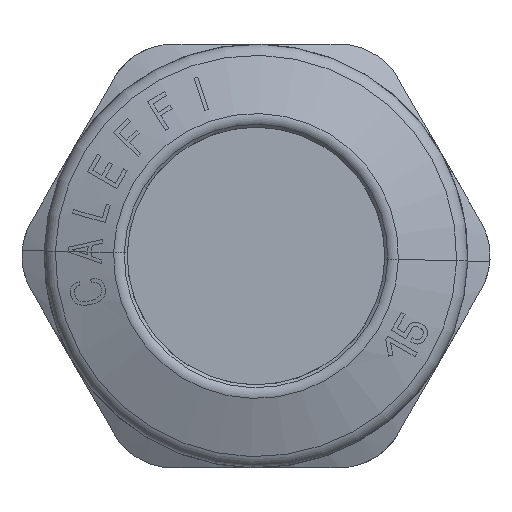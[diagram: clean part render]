
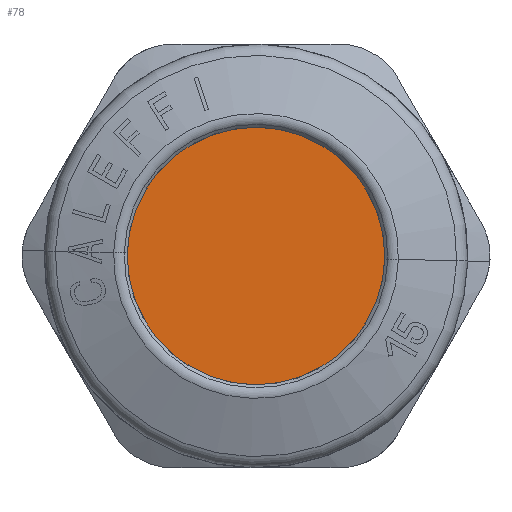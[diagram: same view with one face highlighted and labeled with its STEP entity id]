
A CAD part, left-side view. The second image highlights one B-rep face of the part: STEP entity #78.
In plain terms, the highlighted planar face has unit normal (-1, 0, 0).
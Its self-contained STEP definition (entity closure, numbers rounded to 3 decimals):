
#55=CARTESIAN_POINT('Axis2P3D Location',(-9.89,8.394,0.)) ;
#60=CARTESIAN_POINT('Axis2P3D Location',(-9.89,0.,0.)) ;
#64=CARTESIAN_POINT('Vertex',(-9.89,-6.67,-3.644)) ;
#66=CARTESIAN_POINT('Vertex',(-9.89,6.67,3.644)) ;
#69=CARTESIAN_POINT('Axis2P3D Location',(-9.89,0.,0.)) ;
#56=DIRECTION('Axis2P3D Direction',(1.,0.,0.)) ;
#57=DIRECTION('Axis2P3D XDirection',(0.,1.,0.)) ;
#61=DIRECTION('Axis2P3D Direction',(1.,0.,0.)) ;
#70=DIRECTION('Axis2P3D Direction',(1.,0.,0.)) ;
#58=AXIS2_PLACEMENT_3D('Plane Axis2P3D',#55,#56,#57) ;
#62=AXIS2_PLACEMENT_3D('Circle Axis2P3D',#60,#61,$) ;
#71=AXIS2_PLACEMENT_3D('Circle Axis2P3D',#69,#70,$) ;
#63=CIRCLE('generated circle',#62,7.6) ;
#72=CIRCLE('generated circle',#71,7.6) ;
#59=PLANE('',#58) ;
#68=EDGE_CURVE('',#65,#67,#63,.T.) ;
#73=EDGE_CURVE('',#67,#65,#72,.T.) ;
#75=ORIENTED_EDGE('',*,*,#68,.F.) ;
#76=ORIENTED_EDGE('',*,*,#73,.F.) ;
#74=EDGE_LOOP('',(#75,#76)) ;
#65=VERTEX_POINT('',#64) ;
#67=VERTEX_POINT('',#66) ;
#78=ADVANCED_FACE('PartBody',(#77),#59,.F.) ;
#77=FACE_OUTER_BOUND('',#74,.T.) ;
